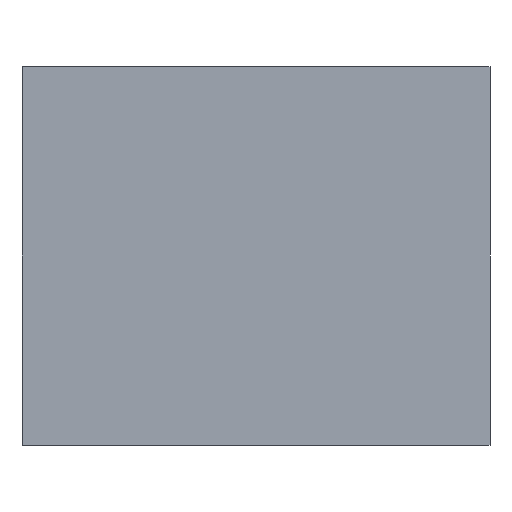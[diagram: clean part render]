
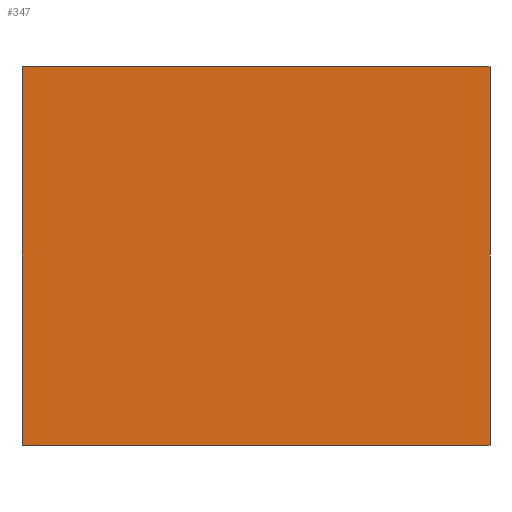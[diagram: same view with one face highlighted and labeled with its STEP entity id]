
A CAD part, left-side view. The second image highlights one B-rep face of the part: STEP entity #347.
In plain terms, the highlighted planar face has unit normal (-1, 0, 0).
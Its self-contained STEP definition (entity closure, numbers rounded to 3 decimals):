
#25=PLANE('',#387);
#43=FACE_OUTER_BOUND('',#61,.T.);
#61=EDGE_LOOP('',(#289,#290,#291,#292));
#99=LINE('',#572,#139);
#100=LINE('',#575,#140);
#101=LINE('',#577,#141);
#102=LINE('',#578,#142);
#139=VECTOR('',#471,10.);
#140=VECTOR('',#474,10.);
#141=VECTOR('',#475,10.);
#142=VECTOR('',#476,10.);
#181=VERTEX_POINT('',#568);
#182=VERTEX_POINT('',#570);
#183=VERTEX_POINT('',#574);
#184=VERTEX_POINT('',#576);
#227=EDGE_CURVE('',#181,#182,#99,.T.);
#228=EDGE_CURVE('',#181,#183,#100,.T.);
#229=EDGE_CURVE('',#184,#182,#101,.T.);
#230=EDGE_CURVE('',#183,#184,#102,.T.);
#289=ORIENTED_EDGE('',*,*,#228,.F.);
#290=ORIENTED_EDGE('',*,*,#227,.T.);
#291=ORIENTED_EDGE('',*,*,#229,.F.);
#292=ORIENTED_EDGE('',*,*,#230,.F.);
#347=ADVANCED_FACE('',(#43),#25,.T.);
#387=AXIS2_PLACEMENT_3D('',#573,#472,#473);
#471=DIRECTION('',(0.,0.,1.));
#472=DIRECTION('center_axis',(-1.,0.,0.));
#473=DIRECTION('ref_axis',(0.,-1.,0.));
#474=DIRECTION('',(0.,1.,0.));
#475=DIRECTION('',(0.,-1.,0.));
#476=DIRECTION('',(0.,0.,1.));
#568=CARTESIAN_POINT('',(-7.926,-8.663,0.));
#570=CARTESIAN_POINT('',(-7.926,-8.663,14.));
#572=CARTESIAN_POINT('',(-7.926,-8.663,0.));
#573=CARTESIAN_POINT('Origin',(-7.926,8.663,0.));
#574=CARTESIAN_POINT('',(-7.926,8.663,0.));
#575=CARTESIAN_POINT('',(-7.926,-8.663,0.));
#576=CARTESIAN_POINT('',(-7.926,8.663,14.));
#577=CARTESIAN_POINT('',(-7.926,-8.663,14.));
#578=CARTESIAN_POINT('',(-7.926,8.663,0.));
